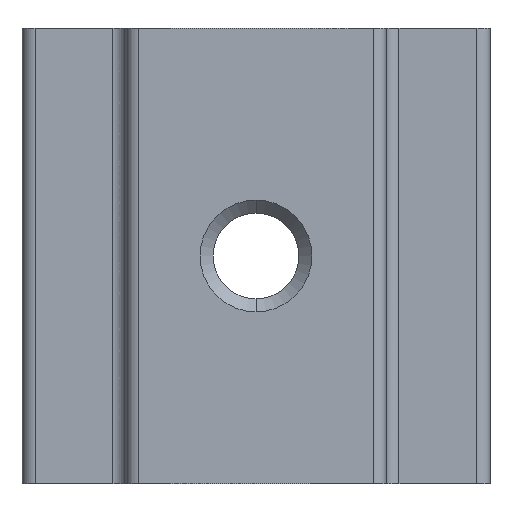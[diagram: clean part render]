
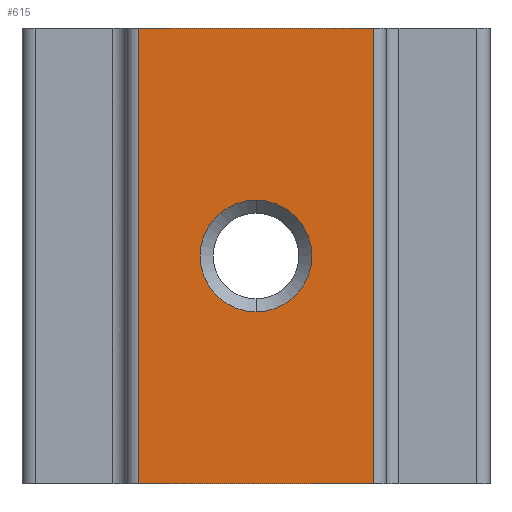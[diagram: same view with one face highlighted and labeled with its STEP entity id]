
A CAD part, front view. The second image highlights one B-rep face of the part: STEP entity #615.
In plain terms, the highlighted planar face has unit normal (0, -1, 0).
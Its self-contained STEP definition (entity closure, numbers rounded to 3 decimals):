
#20 = CARTESIAN_POINT ( 'NONE',  ( 0., 0., 8.75 ) ) ;
#37 = VERTEX_POINT ( 'NONE', #272 ) ;
#54 = CARTESIAN_POINT ( 'NONE',  ( -5., 0., 0. ) ) ;
#59 = EDGE_CURVE ( 'NONE', #37, #557, #524, .T. ) ;
#83 = CARTESIAN_POINT ( 'NONE',  ( 4.5, 0., 17.5 ) ) ;
#92 = EDGE_CURVE ( 'NONE', #394, #37, #792, .T. ) ;
#94 = DIRECTION ( 'NONE',  ( 0., 1., 0. ) ) ;
#129 = CARTESIAN_POINT ( 'NONE',  ( -4.5, 0., 17.5 ) ) ;
#135 = CARTESIAN_POINT ( 'NONE',  ( -4.5, 0., 17.5 ) ) ;
#161 = PLANE ( 'NONE',  #863 ) ;
#234 = CARTESIAN_POINT ( 'NONE',  ( -5., 0., 17.5 ) ) ;
#244 = VERTEX_POINT ( 'NONE', #711 ) ;
#272 = CARTESIAN_POINT ( 'NONE',  ( -4.5, 0., 0. ) ) ;
#309 = DIRECTION ( 'NONE',  ( 0., 1., 0. ) ) ;
#312 = EDGE_CURVE ( 'NONE', #557, #775, #724, .T. ) ;
#335 = FACE_BOUND ( 'NONE', #840, .T. ) ;
#382 = CARTESIAN_POINT ( 'NONE',  ( -5., 0., 17.5 ) ) ;
#386 = DIRECTION ( 'NONE',  ( 0., 0., 1. ) ) ;
#393 = ORIENTED_EDGE ( 'NONE', *, *, #667, .T. ) ;
#394 = VERTEX_POINT ( 'NONE', #129 ) ;
#395 = CIRCLE ( 'NONE', #440, 2.15 ) ;
#396 = DIRECTION ( 'NONE',  ( 0., 0., 1. ) ) ;
#414 = DIRECTION ( 'NONE',  ( 0., 0., 1. ) ) ;
#421 = VECTOR ( 'NONE', #511, 1000. ) ;
#424 = ORIENTED_EDGE ( 'NONE', *, *, #613, .F. ) ;
#440 = AXIS2_PLACEMENT_3D ( 'NONE', #20, #94, #396 ) ;
#452 = DIRECTION ( 'NONE',  ( 1., 0., 0. ) ) ;
#455 = CARTESIAN_POINT ( 'NONE',  ( 0., 0., 10.9 ) ) ;
#469 = LINE ( 'NONE', #382, #632 ) ;
#482 = VECTOR ( 'NONE', #414, 1000. ) ;
#504 = DIRECTION ( 'NONE',  ( 1., 0., 0. ) ) ;
#511 = DIRECTION ( 'NONE',  ( 0., 0., -1. ) ) ;
#524 = LINE ( 'NONE', #54, #744 ) ;
#557 = VERTEX_POINT ( 'NONE', #882 ) ;
#613 = EDGE_CURVE ( 'NONE', #394, #775, #469, .T. ) ;
#615 = ADVANCED_FACE ( 'NONE', ( #335, #821 ), #161, .F. ) ;
#621 = EDGE_LOOP ( 'NONE', ( #424, #626, #942, #885 ) ) ;
#623 = VERTEX_POINT ( 'NONE', #455 ) ;
#626 = ORIENTED_EDGE ( 'NONE', *, *, #92, .T. ) ;
#632 = VECTOR ( 'NONE', #452, 1000. ) ;
#644 = AXIS2_PLACEMENT_3D ( 'NONE', #738, #823, #386 ) ;
#667 = EDGE_CURVE ( 'NONE', #623, #244, #862, .T. ) ;
#711 = CARTESIAN_POINT ( 'NONE',  ( 0., 0., 6.6 ) ) ;
#713 = CARTESIAN_POINT ( 'NONE',  ( 4.5, 0., 17.5 ) ) ;
#718 = ORIENTED_EDGE ( 'NONE', *, *, #755, .T. ) ;
#724 = LINE ( 'NONE', #713, #482 ) ;
#738 = CARTESIAN_POINT ( 'NONE',  ( 0., 0., 8.75 ) ) ;
#744 = VECTOR ( 'NONE', #504, 1000. ) ;
#755 = EDGE_CURVE ( 'NONE', #244, #623, #395, .T. ) ;
#775 = VERTEX_POINT ( 'NONE', #83 ) ;
#792 = LINE ( 'NONE', #135, #421 ) ;
#821 = FACE_OUTER_BOUND ( 'NONE', #621, .T. ) ;
#823 = DIRECTION ( 'NONE',  ( 0., 1., 0. ) ) ;
#840 = EDGE_LOOP ( 'NONE', ( #718, #393 ) ) ;
#862 = CIRCLE ( 'NONE', #644, 2.15 ) ;
#863 = AXIS2_PLACEMENT_3D ( 'NONE', #234, #309, #950 ) ;
#882 = CARTESIAN_POINT ( 'NONE',  ( 4.5, 0., 0. ) ) ;
#885 = ORIENTED_EDGE ( 'NONE', *, *, #312, .T. ) ;
#942 = ORIENTED_EDGE ( 'NONE', *, *, #59, .T. ) ;
#950 = DIRECTION ( 'NONE',  ( 0., 0., 1. ) ) ;
